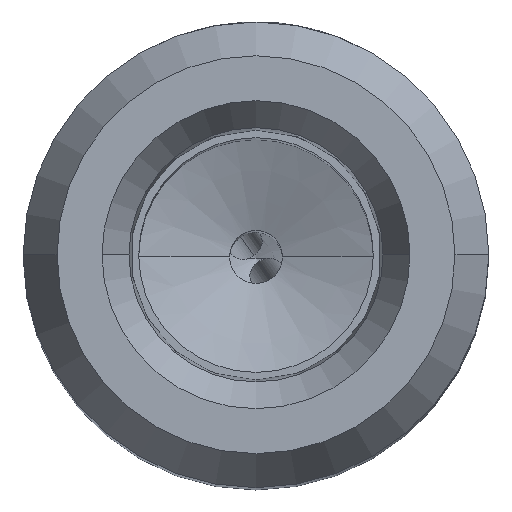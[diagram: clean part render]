
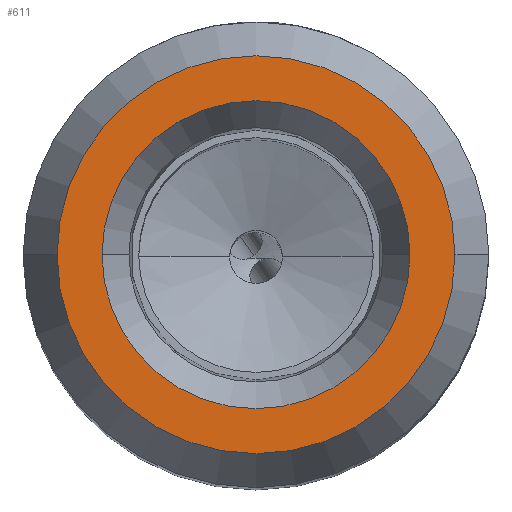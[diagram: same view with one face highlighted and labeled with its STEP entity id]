
A CAD part, top view. The second image highlights one B-rep face of the part: STEP entity #611.
In plain terms, the highlighted planar face has unit normal (0, 0, 1).
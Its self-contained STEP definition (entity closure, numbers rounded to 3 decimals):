
#85=FACE_BOUND('',#1047,.T.);
#86=FACE_BOUND('',#1048,.T.);
#611=ADVANCED_FACE('',(#85,#86),#794,.T.);
#794=PLANE('',#4081);
#1047=EDGE_LOOP('',(#1538,#1539));
#1048=EDGE_LOOP('',(#1540,#1541));
#1253=CIRCLE('',#4075,5.25);
#1254=CIRCLE('',#4077,5.25);
#1255=CIRCLE('',#4079,6.783);
#1256=CIRCLE('',#4080,6.783);
#1538=ORIENTED_EDGE('',*,*,#3126,.F.);
#1539=ORIENTED_EDGE('',*,*,#3127,.F.);
#1540=ORIENTED_EDGE('',*,*,#3128,.F.);
#1541=ORIENTED_EDGE('',*,*,#3129,.F.);
#2674=VERTEX_POINT('',#5530);
#2675=VERTEX_POINT('',#5532);
#2676=VERTEX_POINT('',#5538);
#2677=VERTEX_POINT('',#5539);
#3126=EDGE_CURVE('',#2675,#2674,#1253,.T.);
#3127=EDGE_CURVE('',#2674,#2675,#1254,.T.);
#3128=EDGE_CURVE('',#2676,#2677,#1255,.T.);
#3129=EDGE_CURVE('',#2677,#2676,#1256,.T.);
#4075=AXIS2_PLACEMENT_3D('',#5533,#4522,#4523);
#4077=AXIS2_PLACEMENT_3D('',#5535,#4526,#4527);
#4079=AXIS2_PLACEMENT_3D('',#5537,#4530,#4531);
#4080=AXIS2_PLACEMENT_3D('',#5540,#4532,#4533);
#4081=AXIS2_PLACEMENT_3D('',#5541,#4534,#4535);
#4522=DIRECTION('',(0.,0.,1.));
#4523=DIRECTION('',(1.,0.,0.));
#4526=DIRECTION('',(0.,0.,1.));
#4527=DIRECTION('',(-1.,0.,0.));
#4530=DIRECTION('',(0.,0.,-1.));
#4531=DIRECTION('',(1.,0.,0.));
#4532=DIRECTION('',(0.,0.,-1.));
#4533=DIRECTION('',(-1.,0.,0.));
#4534=DIRECTION('',(0.,0.,1.));
#4535=DIRECTION('',(-1.,0.,0.));
#5530=CARTESIAN_POINT('',(-5.25,0.,24.5));
#5532=CARTESIAN_POINT('',(5.25,0.,24.5));
#5533=CARTESIAN_POINT('',(0.,0.,24.5));
#5535=CARTESIAN_POINT('',(0.,0.,24.5));
#5537=CARTESIAN_POINT('',(0.,0.,24.5));
#5538=CARTESIAN_POINT('',(6.783,0.,24.5));
#5539=CARTESIAN_POINT('',(-6.783,0.,24.5));
#5540=CARTESIAN_POINT('',(0.,0.,24.5));
#5541=CARTESIAN_POINT('',(0.,0.,24.5));
